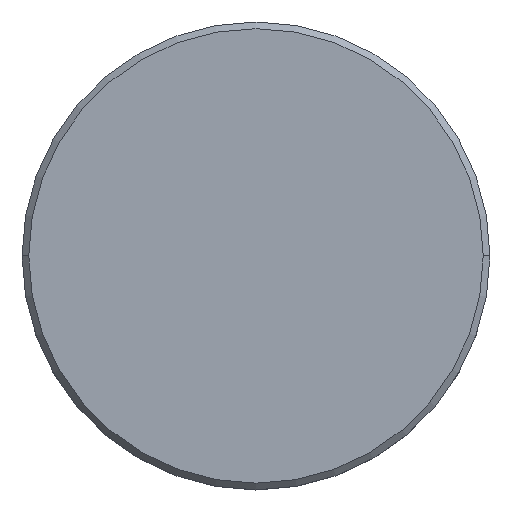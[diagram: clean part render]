
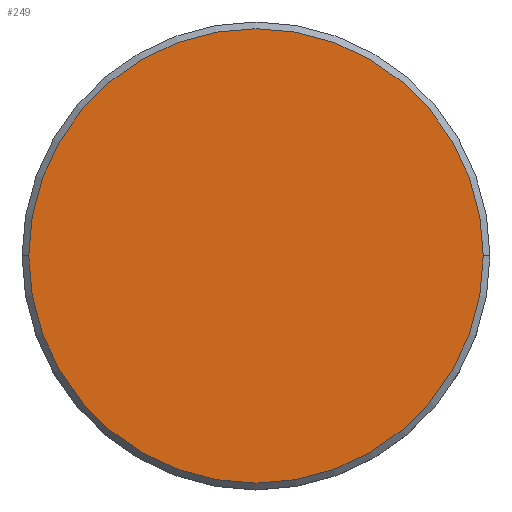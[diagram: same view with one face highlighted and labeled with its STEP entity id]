
A CAD part, top view. The second image highlights one B-rep face of the part: STEP entity #249.
In plain terms, the highlighted planar face has unit normal (0, 0, 1).
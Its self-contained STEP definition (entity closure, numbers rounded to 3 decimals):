
#31 = DIRECTION ( 'NONE',  ( 1., 0., 0. ) ) ;
#57 = DIRECTION ( 'NONE',  ( 0., 0., 1. ) ) ;
#239 = CARTESIAN_POINT ( 'NONE',  ( 0., 0., 0. ) ) ;
#249 = ADVANCED_FACE ( 'NONE', ( #849 ), #469, .T. ) ;
#257 = CIRCLE ( 'NONE', #597, 17. ) ;
#292 = ORIENTED_EDGE ( 'NONE', *, *, #367, .T. ) ;
#343 = CARTESIAN_POINT ( 'NONE',  ( -17., 0., 0. ) ) ;
#367 = EDGE_CURVE ( 'NONE', #625, #785, #694, .T. ) ;
#435 = DIRECTION ( 'NONE',  ( 1., 0., 0. ) ) ;
#447 = EDGE_LOOP ( 'NONE', ( #965, #292 ) ) ;
#469 = PLANE ( 'NONE',  #731 ) ;
#557 = AXIS2_PLACEMENT_3D ( 'NONE', #239, #57, #435 ) ;
#597 = AXIS2_PLACEMENT_3D ( 'NONE', #820, #790, #876 ) ;
#625 = VERTEX_POINT ( 'NONE', #933 ) ;
#694 = CIRCLE ( 'NONE', #557, 17. ) ;
#731 = AXIS2_PLACEMENT_3D ( 'NONE', #764, #1017, #31 ) ;
#764 = CARTESIAN_POINT ( 'NONE',  ( 0., 0., 0. ) ) ;
#785 = VERTEX_POINT ( 'NONE', #343 ) ;
#790 = DIRECTION ( 'NONE',  ( 0., 0., 1. ) ) ;
#820 = CARTESIAN_POINT ( 'NONE',  ( 0., 0., 0. ) ) ;
#849 = FACE_OUTER_BOUND ( 'NONE', #447, .T. ) ;
#876 = DIRECTION ( 'NONE',  ( 1., 0., 0. ) ) ;
#915 = EDGE_CURVE ( 'NONE', #785, #625, #257, .T. ) ;
#933 = CARTESIAN_POINT ( 'NONE',  ( 17., 0., 0. ) ) ;
#965 = ORIENTED_EDGE ( 'NONE', *, *, #915, .T. ) ;
#1017 = DIRECTION ( 'NONE',  ( 0., 0., 1. ) ) ;
